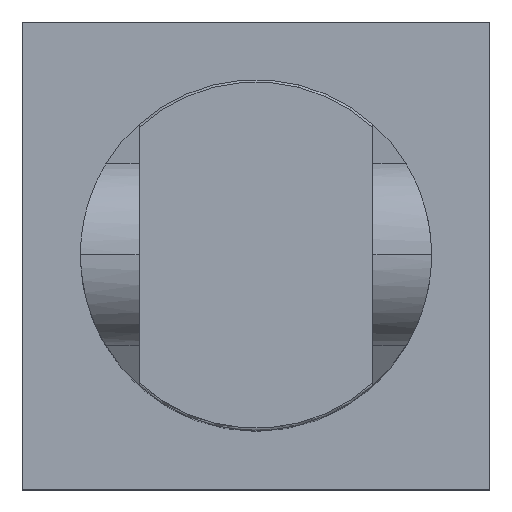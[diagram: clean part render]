
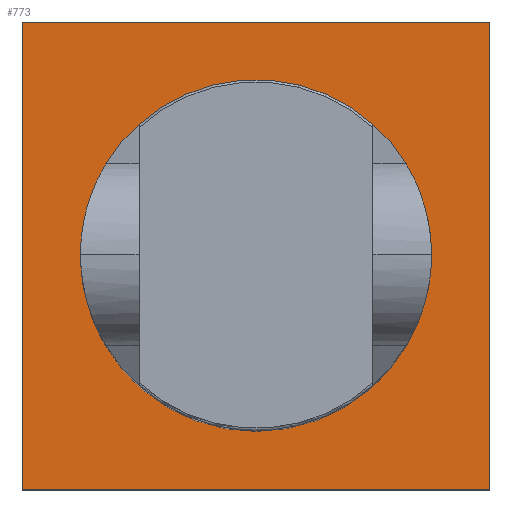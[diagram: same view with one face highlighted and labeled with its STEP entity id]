
A CAD part, top view. The second image highlights one B-rep face of the part: STEP entity #773.
In plain terms, the highlighted planar face has unit normal (0, 0, 1).
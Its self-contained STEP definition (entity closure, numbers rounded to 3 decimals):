
#51 = AXIS2_PLACEMENT_3D ( 'NONE', #283, #551, #372 ) ;
#52 = CARTESIAN_POINT ( 'NONE',  ( 0., 0., 0. ) ) ;
#90 = ORIENTED_EDGE ( 'NONE', *, *, #827, .F. ) ;
#94 = ORIENTED_EDGE ( 'NONE', *, *, #597, .F. ) ;
#97 = CARTESIAN_POINT ( 'NONE',  ( 10., -10., 0. ) ) ;
#112 = ORIENTED_EDGE ( 'NONE', *, *, #1005, .F. ) ;
#132 = ORIENTED_EDGE ( 'NONE', *, *, #287, .F. ) ;
#139 = VECTOR ( 'NONE', #448, 1000. ) ;
#149 = CARTESIAN_POINT ( 'NONE',  ( 10., 10., 0. ) ) ;
#157 = AXIS2_PLACEMENT_3D ( 'NONE', #319, #564, #748 ) ;
#190 = CARTESIAN_POINT ( 'NONE',  ( -10., -10., 0. ) ) ;
#206 = VERTEX_POINT ( 'NONE', #1088 ) ;
#220 = AXIS2_PLACEMENT_3D ( 'NONE', #52, #328, #990 ) ;
#236 = VECTOR ( 'NONE', #1068, 1000. ) ;
#239 = EDGE_CURVE ( 'NONE', #469, #206, #308, .T. ) ;
#247 = FACE_OUTER_BOUND ( 'NONE', #837, .T. ) ;
#260 = LINE ( 'NONE', #97, #139 ) ;
#275 = CIRCLE ( 'NONE', #51, 7.5 ) ;
#283 = CARTESIAN_POINT ( 'NONE',  ( 0., 0., 0. ) ) ;
#287 = EDGE_CURVE ( 'NONE', #609, #317, #644, .T. ) ;
#308 = LINE ( 'NONE', #582, #933 ) ;
#316 = FACE_BOUND ( 'NONE', #499, .T. ) ;
#317 = VERTEX_POINT ( 'NONE', #684 ) ;
#319 = CARTESIAN_POINT ( 'NONE',  ( 0., 0., 0. ) ) ;
#325 = DIRECTION ( 'NONE',  ( 0., 1., 0. ) ) ;
#328 = DIRECTION ( 'NONE',  ( 0., 0., -1. ) ) ;
#372 = DIRECTION ( 'NONE',  ( 1., 0., 0. ) ) ;
#409 = ORIENTED_EDGE ( 'NONE', *, *, #239, .F. ) ;
#438 = DIRECTION ( 'NONE',  ( 1., 0., 0. ) ) ;
#448 = DIRECTION ( 'NONE',  ( -1., 0., 0. ) ) ;
#469 = VERTEX_POINT ( 'NONE', #190 ) ;
#474 = CARTESIAN_POINT ( 'NONE',  ( 10., 10., 0. ) ) ;
#499 = EDGE_LOOP ( 'NONE', ( #132, #112 ) ) ;
#503 = LINE ( 'NONE', #779, #1083 ) ;
#551 = DIRECTION ( 'NONE',  ( 0., 0., 1. ) ) ;
#564 = DIRECTION ( 'NONE',  ( 0., 0., 1. ) ) ;
#582 = CARTESIAN_POINT ( 'NONE',  ( -10., 10., 0. ) ) ;
#597 = EDGE_CURVE ( 'NONE', #206, #1026, #503, .T. ) ;
#609 = VERTEX_POINT ( 'NONE', #767 ) ;
#611 = CARTESIAN_POINT ( 'NONE',  ( 10., -10., 0. ) ) ;
#644 = CIRCLE ( 'NONE', #157, 7.5 ) ;
#653 = PLANE ( 'NONE',  #220 ) ;
#659 = ORIENTED_EDGE ( 'NONE', *, *, #725, .F. ) ;
#684 = CARTESIAN_POINT ( 'NONE',  ( 7.5, 0., 0. ) ) ;
#725 = EDGE_CURVE ( 'NONE', #934, #469, #260, .T. ) ;
#748 = DIRECTION ( 'NONE',  ( 1., 0., 0. ) ) ;
#767 = CARTESIAN_POINT ( 'NONE',  ( -7.5, 0., 0. ) ) ;
#773 = ADVANCED_FACE ( 'NONE', ( #316, #247 ), #653, .F. ) ;
#779 = CARTESIAN_POINT ( 'NONE',  ( 10., 10., 0. ) ) ;
#827 = EDGE_CURVE ( 'NONE', #1026, #934, #906, .T. ) ;
#837 = EDGE_LOOP ( 'NONE', ( #409, #659, #90, #94 ) ) ;
#906 = LINE ( 'NONE', #149, #236 ) ;
#933 = VECTOR ( 'NONE', #325, 1000. ) ;
#934 = VERTEX_POINT ( 'NONE', #611 ) ;
#990 = DIRECTION ( 'NONE',  ( -1., 0., 0. ) ) ;
#1005 = EDGE_CURVE ( 'NONE', #317, #609, #275, .T. ) ;
#1026 = VERTEX_POINT ( 'NONE', #474 ) ;
#1068 = DIRECTION ( 'NONE',  ( 0., -1., 0. ) ) ;
#1083 = VECTOR ( 'NONE', #438, 1000. ) ;
#1088 = CARTESIAN_POINT ( 'NONE',  ( -10., 10., 0. ) ) ;
